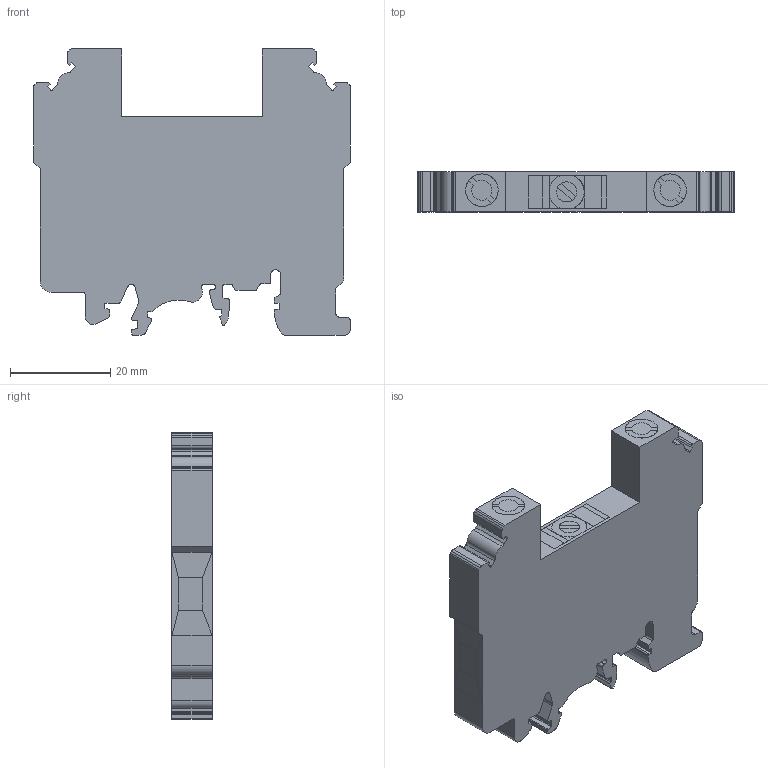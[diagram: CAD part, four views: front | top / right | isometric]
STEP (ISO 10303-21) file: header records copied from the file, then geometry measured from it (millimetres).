
FILE_DESCRIPTION (( 'STEP AP203' ), '1' );
FILE_NAME ('CDTTU.STEP', '2024-12-06T11:32:24', ( '' ), ( '' ), 'SwSTEP 2.0', 'SolidWorks 2022', '' );
FILE_SCHEMA (( 'CONFIG_CONTROL_DESIGN' ));
Length unit declared in the file: millimetre
Products named in the file (1): CDTTU
Bounding box: 63 x 8 x 57 mm (x, y, z)
Volume: 21556.8 mm3; surface area: 8081.7 mm2
Topology: 1 solids, 1 shells, 250 faces, 701 edges, 457 vertices
Faces by surface type: plane 160, cylinder 90
Entity records: 8107 total; most frequent: CARTESIAN_POINT 1409, ORIENTED_EDGE 1402, DIRECTION 1396, EDGE_CURVE 701, LINE 508, VECTOR 508, VERTEX_POINT 457, AXIS2_PLACEMENT_3D 444
